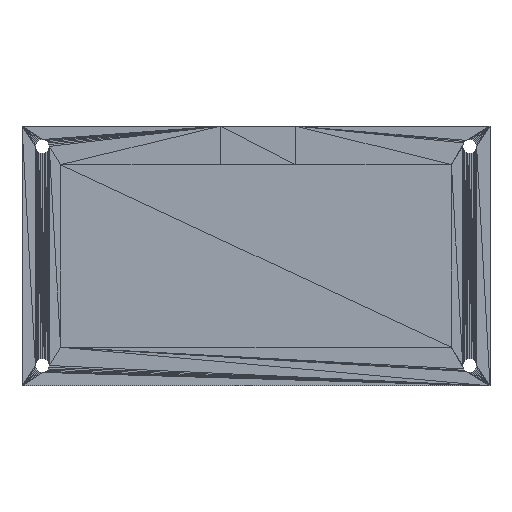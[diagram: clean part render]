
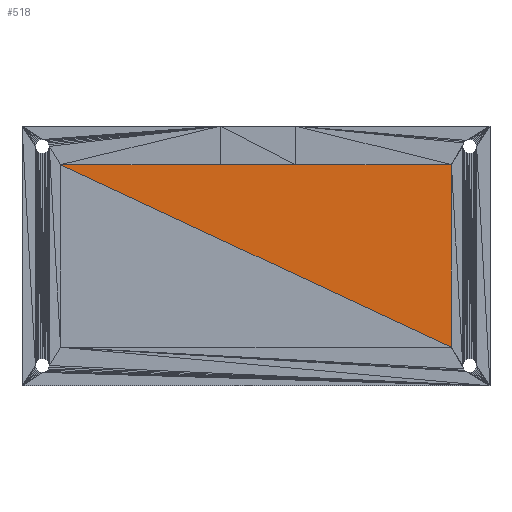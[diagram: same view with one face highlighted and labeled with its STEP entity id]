
A CAD part, top view. The second image highlights one B-rep face of the part: STEP entity #518.
In plain terms, the highlighted planar face has unit normal (0, 0, 1).
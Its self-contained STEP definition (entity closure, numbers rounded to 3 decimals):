
#156=CARTESIAN_POINT('',(0.043,0.056,0.003));
#157=VERTEX_POINT('',#156);
#288=CARTESIAN_POINT('',(-0.054,0.056,0.003));
#289=VERTEX_POINT('',#288);
#296=CARTESIAN_POINT('',(-0.054,0.056,0.003));
#297=DIRECTION('',(1.0,0.0,0.0));
#298=VECTOR('',#297,1.0);
#299=LINE('',#296,#298);
#300=EDGE_CURVE('n� 3484',#289,#157,#299,.T.);
#310=CARTESIAN_POINT('',(0.043,0.012,0.003));
#311=VERTEX_POINT('',#310);
#319=CARTESIAN_POINT('',(0.043,0.012,0.003));
#320=DIRECTION('',(0.0,1.0,0.0));
#321=VECTOR('',#320,1.0);
#322=LINE('',#319,#321);
#323=EDGE_CURVE('n� 3657',#311,#157,#322,.T.);
#503=CARTESIAN_POINT('',(0.043,0.012,0.003));
#504=DIRECTION('',(-0.906,0.423,0.0));
#505=VECTOR('',#504,1.0);
#506=LINE('',#503,#505);
#507=EDGE_CURVE('n� 3622',#311,#289,#506,.T.);
#508=ORIENTED_EDGE('n� 3658',*,*,#507,.F.);
#509=ORIENTED_EDGE('n� 3659',*,*,#323,.T.);
#510=ORIENTED_EDGE('n� 3660',*,*,#300,.F.);
#511=EDGE_LOOP('',(#508,#509,#510));
#512=FACE_OUTER_BOUND('',#511,.T.);
#513=CARTESIAN_POINT('',(-0.054,0.056,0.003));
#514=DIRECTION('',(-0.0,0.0,1.0));
#515=DIRECTION('',(0.906,-0.423,0.0));
#516=AXIS2_PLACEMENT_3D('',#513,#514,#515);
#517=PLANE('',#516);
#518=ADVANCED_FACE('n� 3668',(#512),#517,.T.);
